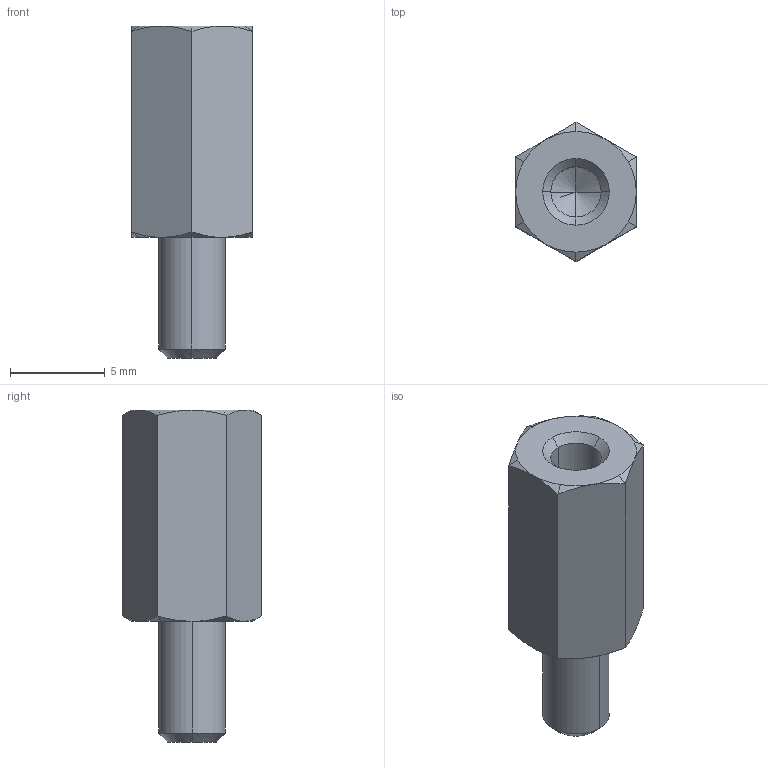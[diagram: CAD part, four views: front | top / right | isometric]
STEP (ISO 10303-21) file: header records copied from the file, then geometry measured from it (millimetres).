
FILE_DESCRIPTION(('STEP AP203'),'1');
FILE_NAME('1129340.stp','2020-06-01T12:02:38',('TraceParts'),('TraceParts S.A.'),'Spatial InterOp 3D',' ',' ');
FILE_SCHEMA(('CONFIG_CONTROL_DESIGN'));
Length unit declared in the file: millimetre
Products named in the file (1): 1
Bounding box: 6.35 x 7.33 x 17.48 mm (x, y, z)
Volume: 409.5 mm3; surface area: 431.7 mm2
Topology: 1 solids, 1 shells, 53 faces, 114 edges, 61 vertices
Faces by surface type: cone 36, plane 9, cylinder 8
Entity records: 1486 total; most frequent: CARTESIAN_POINT 359, DIRECTION 232, ORIENTED_EDGE 220, EDGE_CURVE 110, AXIS2_PLACEMENT_3D 102, VERTEX_POINT 61, EDGE_LOOP 55, ADVANCED_FACE 53
